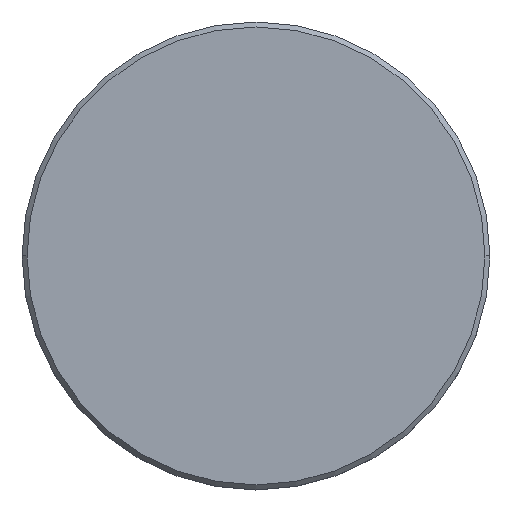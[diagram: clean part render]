
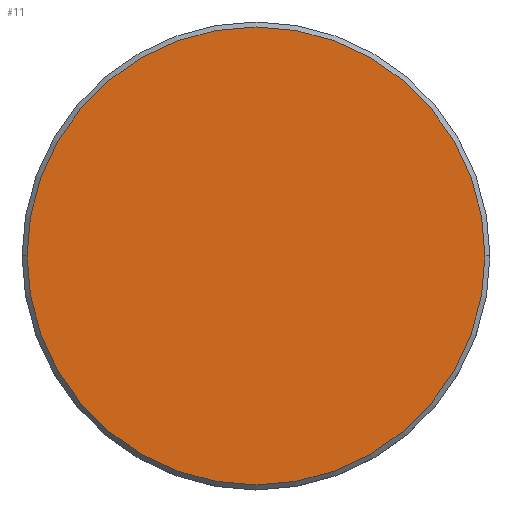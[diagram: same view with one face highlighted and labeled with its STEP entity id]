
A CAD part, top view. The second image highlights one B-rep face of the part: STEP entity #11.
In plain terms, the highlighted planar face has unit normal (0, 0, 1).
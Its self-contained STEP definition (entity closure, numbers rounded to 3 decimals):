
#3 = CARTESIAN_POINT ( 'NONE',  ( -23., 0., 0. ) ) ;
#11 = ADVANCED_FACE ( 'NONE', ( #252 ), #976, .T. ) ;
#41 = DIRECTION ( 'NONE',  ( 1., 0., 0. ) ) ;
#156 = CARTESIAN_POINT ( 'NONE',  ( 0., 0., 0. ) ) ;
#161 = AXIS2_PLACEMENT_3D ( 'NONE', #156, #540, #890 ) ;
#197 = ORIENTED_EDGE ( 'NONE', *, *, #1171, .T. ) ;
#232 = CARTESIAN_POINT ( 'NONE',  ( 0., 0., 0. ) ) ;
#252 = FACE_OUTER_BOUND ( 'NONE', #644, .T. ) ;
#299 = CIRCLE ( 'NONE', #457, 23. ) ;
#388 = ORIENTED_EDGE ( 'NONE', *, *, #535, .T. ) ;
#403 = CIRCLE ( 'NONE', #770, 23. ) ;
#457 = AXIS2_PLACEMENT_3D ( 'NONE', #508, #514, #884 ) ;
#508 = CARTESIAN_POINT ( 'NONE',  ( 0., 0., 0. ) ) ;
#514 = DIRECTION ( 'NONE',  ( 0., 0., 1. ) ) ;
#527 = DIRECTION ( 'NONE',  ( 0., 0., 1. ) ) ;
#532 = CARTESIAN_POINT ( 'NONE',  ( 23., 0., 0. ) ) ;
#535 = EDGE_CURVE ( 'NONE', #896, #955, #299, .T. ) ;
#540 = DIRECTION ( 'NONE',  ( 0., 0., 1. ) ) ;
#644 = EDGE_LOOP ( 'NONE', ( #388, #197 ) ) ;
#770 = AXIS2_PLACEMENT_3D ( 'NONE', #232, #527, #41 ) ;
#884 = DIRECTION ( 'NONE',  ( 1., 0., 0. ) ) ;
#890 = DIRECTION ( 'NONE',  ( 1., 0., 0. ) ) ;
#896 = VERTEX_POINT ( 'NONE', #3 ) ;
#955 = VERTEX_POINT ( 'NONE', #532 ) ;
#976 = PLANE ( 'NONE',  #161 ) ;
#1171 = EDGE_CURVE ( 'NONE', #955, #896, #403, .T. ) ;
